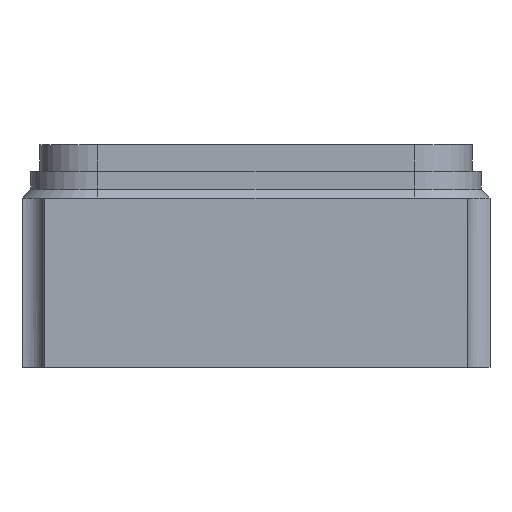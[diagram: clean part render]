
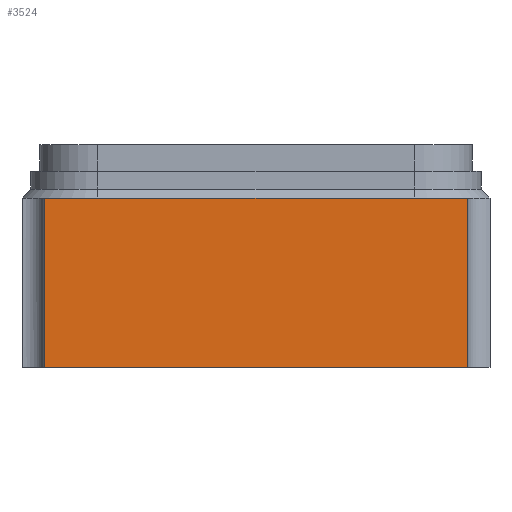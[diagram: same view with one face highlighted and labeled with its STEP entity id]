
A CAD part, front view. The second image highlights one B-rep face of the part: STEP entity #3524.
In plain terms, the highlighted face is planar.
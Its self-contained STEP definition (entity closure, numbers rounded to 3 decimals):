
#275=ORIENTED_EDGE('',*,*,#980,.T.);
#276=ORIENTED_EDGE('',*,*,#981,.T.);
#277=ORIENTED_EDGE('',*,*,#982,.T.);
#278=ORIENTED_EDGE('',*,*,#923,.T.);
#279=ORIENTED_EDGE('',*,*,#983,.F.);
#280=ORIENTED_EDGE('',*,*,#984,.T.);
#281=ORIENTED_EDGE('',*,*,#979,.F.);
#282=ORIENTED_EDGE('',*,*,#985,.F.);
#283=ORIENTED_EDGE('',*,*,#958,.F.);
#284=ORIENTED_EDGE('',*,*,#986,.F.);
#923=EDGE_CURVE('',#1296,#1295,#1529,.T.);
#958=EDGE_CURVE('',#1307,#1314,#1556,.T.);
#979=EDGE_CURVE('',#1328,#1327,#1573,.T.);
#980=EDGE_CURVE('',#1329,#1330,#1574,.T.);
#981=EDGE_CURVE('',#1330,#1331,#1575,.T.);
#982=EDGE_CURVE('',#1331,#1296,#1576,.T.);
#983=EDGE_CURVE('',#1332,#1295,#1577,.T.);
#984=EDGE_CURVE('',#1332,#1327,#1578,.T.);
#985=EDGE_CURVE('',#1314,#1328,#1579,.T.);
#986=EDGE_CURVE('',#1329,#1307,#1580,.T.);
#1295=VERTEX_POINT('',#4474);
#1296=VERTEX_POINT('',#4476);
#1307=VERTEX_POINT('',#4516);
#1314=VERTEX_POINT('',#4542);
#1327=VERTEX_POINT('',#4587);
#1328=VERTEX_POINT('',#4589);
#1329=VERTEX_POINT('',#4593);
#1330=VERTEX_POINT('',#4594);
#1331=VERTEX_POINT('',#4596);
#1332=VERTEX_POINT('',#4599);
#1529=LINE('',#4475,#1809);
#1556=LINE('',#4545,#1836);
#1573=LINE('',#4590,#1853);
#1574=LINE('',#4592,#1854);
#1575=LINE('',#4595,#1855);
#1576=LINE('',#4597,#1856);
#1577=LINE('',#4598,#1857);
#1578=LINE('',#4600,#1858);
#1579=LINE('',#4601,#1859);
#1580=LINE('',#4602,#1860);
#1809=VECTOR('',#3854,1000.);
#1836=VECTOR('',#3929,1000.);
#1853=VECTOR('',#3958,1000.);
#1854=VECTOR('',#3961,1000.);
#1855=VECTOR('',#3962,1000.);
#1856=VECTOR('',#3963,1000.);
#1857=VECTOR('',#3964,1000.);
#1858=VECTOR('',#3965,1000.);
#1859=VECTOR('',#3966,1000.);
#1860=VECTOR('',#3967,1000.);
#2095=EDGE_LOOP('',(#275,#276,#277,#278,#279,#280,#281,#282,#283,#284));
#2251=FACE_BOUND('',#2095,.T.);
#2396=PLANE('',#3693);
#3524=ADVANCED_FACE('',(#2251),#2396,.F.);
#3693=AXIS2_PLACEMENT_3D('',#4591,#3959,#3960);
#3854=DIRECTION('',(0.,1.,0.));
#3929=DIRECTION('',(0.,1.,0.));
#3958=DIRECTION('',(0.,0.,-1.));
#3959=DIRECTION('',(-1.,0.,0.));
#3960=DIRECTION('',(0.,0.,1.));
#3961=DIRECTION('',(0.,0.,-1.));
#3962=DIRECTION('',(0.,1.,0.));
#3963=DIRECTION('',(0.,0.,1.));
#3964=DIRECTION('',(0.,0.,1.));
#3965=DIRECTION('',(0.,1.,0.));
#3966=DIRECTION('',(0.,1.,0.));
#3967=DIRECTION('',(0.,1.,0.));
#4474=CARTESIAN_POINT('',(0.635,0.15,0.));
#4475=CARTESIAN_POINT('',(0.635,-0.475,0.));
#4476=CARTESIAN_POINT('',(0.635,-0.15,0.));
#4516=CARTESIAN_POINT('',(0.635,-0.355,0.38));
#4542=CARTESIAN_POINT('',(0.635,0.355,0.38));
#4545=CARTESIAN_POINT('',(0.635,-0.475,0.38));
#4587=CARTESIAN_POINT('',(0.635,0.475,0.));
#4589=CARTESIAN_POINT('',(0.635,0.475,0.38));
#4590=CARTESIAN_POINT('',(0.635,0.475,0.38));
#4591=CARTESIAN_POINT('',(0.635,-0.475,0.38));
#4592=CARTESIAN_POINT('',(0.635,-0.475,0.38));
#4593=CARTESIAN_POINT('',(0.635,-0.475,0.38));
#4594=CARTESIAN_POINT('',(0.635,-0.475,0.));
#4595=CARTESIAN_POINT('',(0.635,-0.475,0.));
#4596=CARTESIAN_POINT('',(0.635,-0.15,0.));
#4597=CARTESIAN_POINT('',(0.635,-0.15,0.));
#4598=CARTESIAN_POINT('',(0.635,0.15,0.));
#4599=CARTESIAN_POINT('',(0.635,0.15,0.));
#4600=CARTESIAN_POINT('',(0.635,0.15,0.));
#4601=CARTESIAN_POINT('',(0.635,-0.475,0.38));
#4602=CARTESIAN_POINT('',(0.635,-0.475,0.38));
